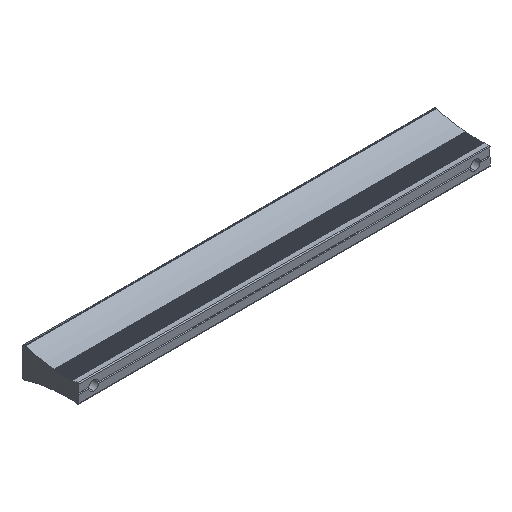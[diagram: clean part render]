
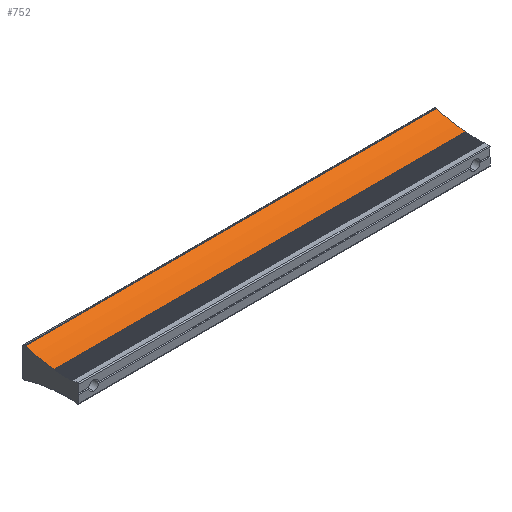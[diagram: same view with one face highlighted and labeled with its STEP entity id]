
A CAD part, isometric view. The second image highlights one B-rep face of the part: STEP entity #752.
In plain terms, the highlighted cylindrical face has radius 46.174 mm (diameter 92.348 mm), a partial arc.
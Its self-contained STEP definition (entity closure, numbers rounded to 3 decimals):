
#45 = CARTESIAN_POINT ( 'NONE',  ( 69., 4.31, 49.099 ) ) ;
#74 = DIRECTION ( 'NONE',  ( -1., 0., 0. ) ) ;
#299 = ORIENTED_EDGE ( 'NONE', *, *, #2709, .F. ) ;
#334 = ORIENTED_EDGE ( 'NONE', *, *, #2198, .T. ) ;
#430 = AXIS2_PLACEMENT_3D ( 'NONE', #1137, #1474, #570 ) ;
#435 = CARTESIAN_POINT ( 'NONE',  ( -69., 17.961, 4.99 ) ) ;
#570 = DIRECTION ( 'NONE',  ( 0., 0., -1. ) ) ;
#644 = LINE ( 'NONE', #2613, #860 ) ;
#711 = VERTEX_POINT ( 'NONE', #2270 ) ;
#724 = AXIS2_PLACEMENT_3D ( 'NONE', #45, #773, #3923 ) ;
#752 = ADVANCED_FACE ( 'NONE', ( #1661 ), #2687, .F. ) ;
#773 = DIRECTION ( 'NONE',  ( -1., 0., 0. ) ) ;
#860 = VECTOR ( 'NONE', #3543, 1000. ) ;
#1137 = CARTESIAN_POINT ( 'NONE',  ( -69., 4.31, 49.099 ) ) ;
#1239 = VERTEX_POINT ( 'NONE', #435 ) ;
#1265 = VERTEX_POINT ( 'NONE', #2994 ) ;
#1280 = ORIENTED_EDGE ( 'NONE', *, *, #3594, .F. ) ;
#1308 = VECTOR ( 'NONE', #74, 1000. ) ;
#1372 = AXIS2_PLACEMENT_3D ( 'NONE', #1720, #3641, #1739 ) ;
#1474 = DIRECTION ( 'NONE',  ( 1., 0., 0. ) ) ;
#1594 = VERTEX_POINT ( 'NONE', #1656 ) ;
#1653 = ORIENTED_EDGE ( 'NONE', *, *, #2143, .T. ) ;
#1656 = CARTESIAN_POINT ( 'NONE',  ( -69., 8.245, 3.093 ) ) ;
#1661 = FACE_OUTER_BOUND ( 'NONE', #1887, .T. ) ;
#1720 = CARTESIAN_POINT ( 'NONE',  ( 69., 4.31, 49.099 ) ) ;
#1739 = DIRECTION ( 'NONE',  ( 0., 0., -1. ) ) ;
#1887 = EDGE_LOOP ( 'NONE', ( #299, #1280, #334, #1653 ) ) ;
#2143 = EDGE_CURVE ( 'NONE', #711, #1239, #2611, .T. ) ;
#2198 = EDGE_CURVE ( 'NONE', #1265, #711, #2993, .T. ) ;
#2270 = CARTESIAN_POINT ( 'NONE',  ( 69., 17.961, 4.99 ) ) ;
#2359 = CARTESIAN_POINT ( 'NONE',  ( 69., 17.961, 4.99 ) ) ;
#2611 = LINE ( 'NONE', #2359, #1308 ) ;
#2613 = CARTESIAN_POINT ( 'NONE',  ( 69., 8.245, 3.093 ) ) ;
#2687 = CYLINDRICAL_SURFACE ( 'NONE', #724, 46.174 ) ;
#2709 = EDGE_CURVE ( 'NONE', #1594, #1239, #4059, .T. ) ;
#2993 = CIRCLE ( 'NONE', #1372, 46.174 ) ;
#2994 = CARTESIAN_POINT ( 'NONE',  ( 69., 8.245, 3.093 ) ) ;
#3543 = DIRECTION ( 'NONE',  ( -1., 0., 0. ) ) ;
#3594 = EDGE_CURVE ( 'NONE', #1265, #1594, #644, .T. ) ;
#3641 = DIRECTION ( 'NONE',  ( 1., 0., 0. ) ) ;
#3923 = DIRECTION ( 'NONE',  ( 0., 0., 1. ) ) ;
#4059 = CIRCLE ( 'NONE', #430, 46.174 ) ;
